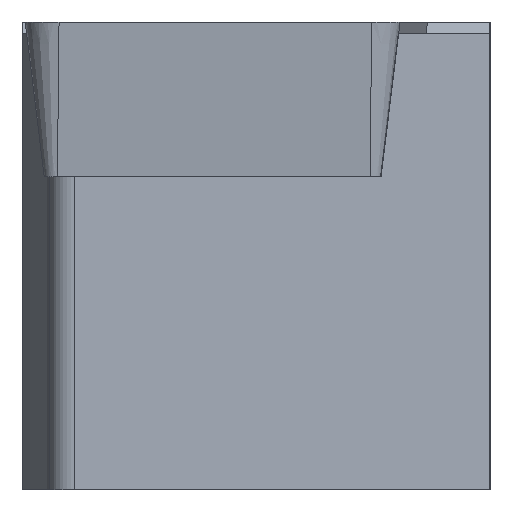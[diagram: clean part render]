
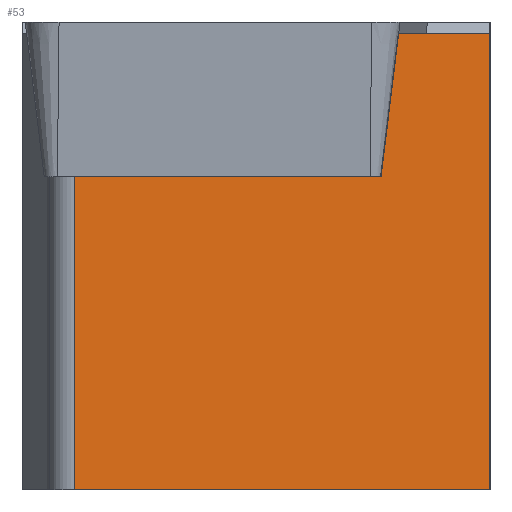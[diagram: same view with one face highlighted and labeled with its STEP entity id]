
A CAD part, left-side view. The second image highlights one B-rep face of the part: STEP entity #53.
In plain terms, the highlighted planar face has unit normal (-0.996, -0.087, 0).
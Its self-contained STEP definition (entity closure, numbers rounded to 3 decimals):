
#53=ADVANCED_FACE('',(#95),#76,.F.);
#76=PLANE('',#469);
#95=FACE_OUTER_BOUND('',#119,.T.);
#119=EDGE_LOOP('',(#169,#170,#171,#172,#173,#174));
#169=ORIENTED_EDGE('',*,*,#324,.F.);
#170=ORIENTED_EDGE('',*,*,#325,.F.);
#171=ORIENTED_EDGE('',*,*,#323,.T.);
#172=ORIENTED_EDGE('',*,*,#326,.F.);
#173=ORIENTED_EDGE('',*,*,#327,.F.);
#174=ORIENTED_EDGE('',*,*,#310,.F.);
#271=VERTEX_POINT('',#623);
#272=VERTEX_POINT('',#625);
#281=VERTEX_POINT('',#647);
#282=VERTEX_POINT('',#649);
#283=VERTEX_POINT('',#653);
#284=VERTEX_POINT('',#656);
#310=EDGE_CURVE('',#271,#272,#369,.T.);
#323=EDGE_CURVE('',#281,#282,#379,.T.);
#324=EDGE_CURVE('',#283,#271,#380,.T.);
#325=EDGE_CURVE('',#281,#283,#381,.T.);
#326=EDGE_CURVE('',#284,#282,#382,.T.);
#327=EDGE_CURVE('',#272,#284,#383,.T.);
#369=LINE('',#624,#416);
#379=LINE('',#650,#426);
#380=LINE('',#652,#427);
#381=LINE('',#654,#428);
#382=LINE('',#655,#429);
#383=LINE('',#657,#430);
#416=VECTOR('',#502,1.);
#426=VECTOR('',#522,1.);
#427=VECTOR('',#525,1.);
#428=VECTOR('',#526,1.);
#429=VECTOR('',#527,1.);
#430=VECTOR('',#528,1.);
#469=AXIS2_PLACEMENT_3D('',#658,#529,#530);
#502=DIRECTION('',(0.087,-0.996,0.));
#522=DIRECTION('',(0.,0.,-1.));
#525=DIRECTION('',(0.011,-0.123,0.992));
#526=DIRECTION('',(0.087,-0.996,0.));
#527=DIRECTION('',(-0.087,0.996,0.));
#528=DIRECTION('',(0.,0.,-1.));
#529=DIRECTION('',(0.996,0.087,0.));
#530=DIRECTION('',(0.087,-0.996,0.));
#623=CARTESIAN_POINT('',(1.434,14.35,-0.3));
#624=CARTESIAN_POINT('',(0.709,22.641,-0.3));
#625=CARTESIAN_POINT('',(1.64,12.,-0.3));
#647=CARTESIAN_POINT('',(0.709,22.641,-3.97));
#649=CARTESIAN_POINT('',(0.709,22.641,-12.));
#650=CARTESIAN_POINT('',(0.709,22.641,-30.));
#652=CARTESIAN_POINT('',(1.105,18.109,-30.567));
#653=CARTESIAN_POINT('',(1.394,14.806,-3.97));
#654=CARTESIAN_POINT('',(0.709,22.641,-3.97));
#655=CARTESIAN_POINT('',(0.709,22.641,-12.));
#656=CARTESIAN_POINT('',(1.64,12.,-12.));
#657=CARTESIAN_POINT('',(1.64,12.,-30.));
#658=CARTESIAN_POINT('',(0.709,22.641,-30.));
